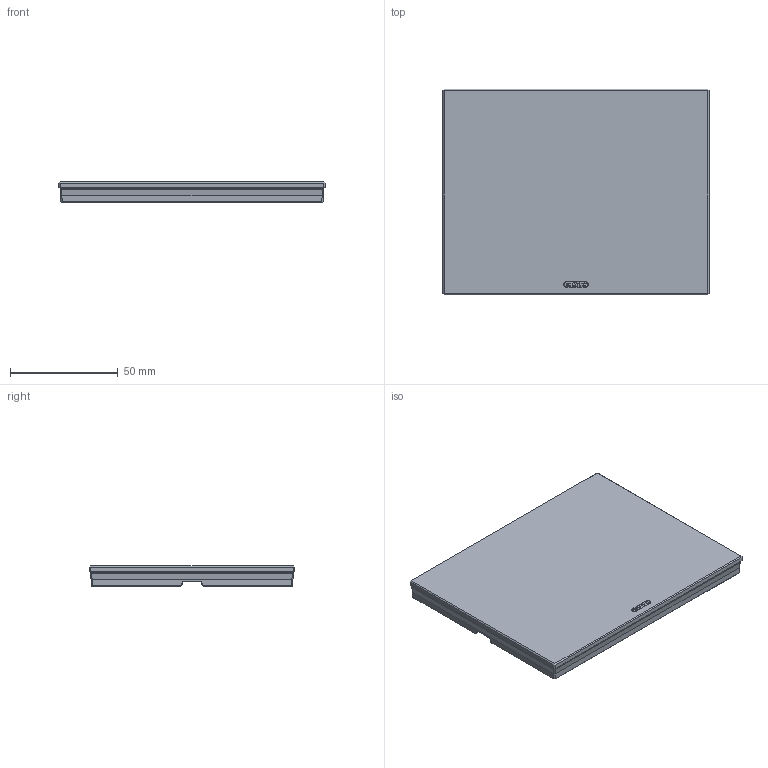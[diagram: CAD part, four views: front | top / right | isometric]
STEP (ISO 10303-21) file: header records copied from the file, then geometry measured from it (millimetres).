
FILE_DESCRIPTION(('CATIA V5 STEP Exchange','CAx-IF Rec.Pracs.--- Model Styling and Organization---1.4--- 2014-01-23'),'2;1');
FILE_NAME('GW16955CB.stp','2024-02-12T15:45:56+00:00',('none'),('none'),'CATIA Version 5-6 Release 2019 SP6','CATIA V5 STEP AP214 v1','none');
FILE_SCHEMA(('AUTOMOTIVE_DESIGN { 1 0 10303 214 1 1 1 1 }'));
Length unit declared in the file: millimetre
Products named in the file (1): GW16955CB
Bounding box: 123.2 x 95.2 x 9.33 mm (x, y, z)
Volume: 48916.7 mm3; surface area: 51087.4 mm2
Topology: 2 solids, 2 shells, 672 faces, 1664 edges, 966 vertices
Faces by surface type: plane 251, cylinder 245, bspline 156, sphere 20
Entity records: 26585 total; most frequent: CARTESIAN_POINT 12638, ORIENTED_EDGE 3240, DIRECTION 1790, EDGE_CURVE 1620, VERTEX_POINT 966, VECTOR 816, LINE 816, EDGE_LOOP 688
